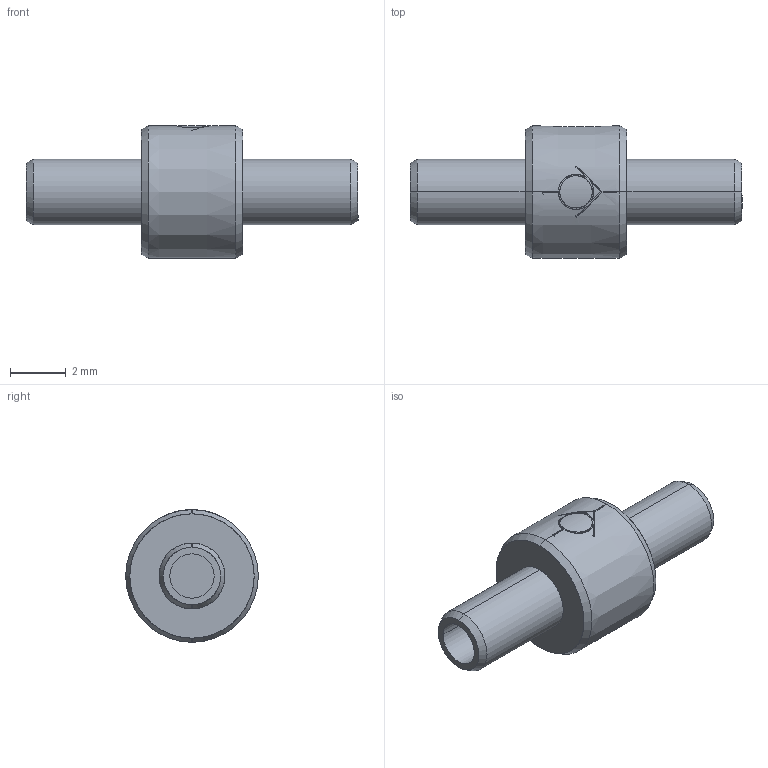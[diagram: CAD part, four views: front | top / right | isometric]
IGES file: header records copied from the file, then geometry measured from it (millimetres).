
Start section: SolidWorks IGES file using analytic representation for surfaces
Global section: file name: E-C-PP-0A0A-S-0.03.IGS; native system: SolidWorks 2017; preprocessor: SolidWorks 2017; author: wtsang; date: 180103.122022; units: millimetre
Bounding box: 11.89 x 4.75 x 4.75 mm (x, y, z)
Surface area: 185.9 mm2 (no closed solid volume)
Topology: 0 solids, 0 shells, 46 faces, 511 edges, 511 vertices
Faces by surface type: bspline 25, revolution 21
